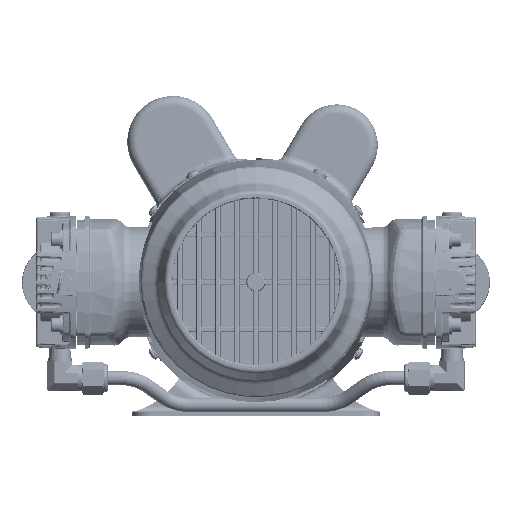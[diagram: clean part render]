
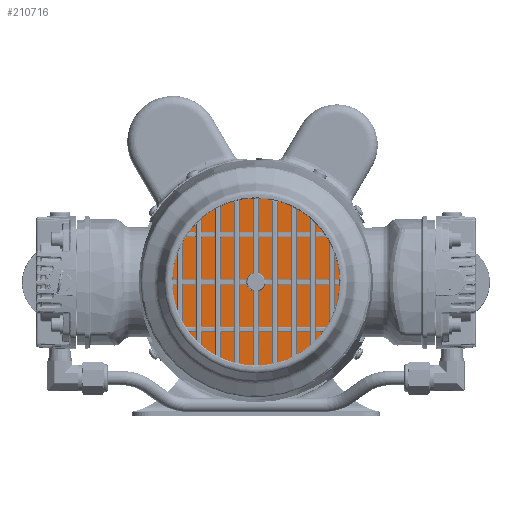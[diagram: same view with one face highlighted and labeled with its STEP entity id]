
A CAD part, top view. The second image highlights one B-rep face of the part: STEP entity #210716.
In plain terms, the highlighted planar face has unit normal (0, 0, 1).
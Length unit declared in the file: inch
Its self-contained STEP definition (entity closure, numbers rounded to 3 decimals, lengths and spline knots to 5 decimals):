
#24511 = CARTESIAN_POINT ( 'NONE',  ( -0.00185, 0.00278, -5.86 ) ) ;
#25687 = CARTESIAN_POINT ( 'NONE',  ( -0.00185, 0.00278, -5.86 ) ) ;
#42516 = DIRECTION ( 'NONE',  ( 0., 0., 1. ) ) ;
#42538 = VERTEX_POINT ( 'NONE', #210349 ) ;
#51032 = EDGE_LOOP ( 'NONE', ( #124124 ) ) ;
#53577 = AXIS2_PLACEMENT_3D ( 'NONE', #24511, #42516, #111166 ) ;
#94390 = DIRECTION ( 'NONE',  ( 0., 0., 1. ) ) ;
#110189 = PLANE ( 'NONE',  #143518 ) ;
#111166 = DIRECTION ( 'NONE',  ( 1., 0., 0. ) ) ;
#124124 = ORIENTED_EDGE ( 'NONE', *, *, #150736, .T. ) ;
#143518 = AXIS2_PLACEMENT_3D ( 'NONE', #25687, #94390, #178832 ) ;
#150704 = CIRCLE ( 'NONE', #53577, 2.875 ) ;
#150736 = EDGE_CURVE ( 'NONE', #42538, #42538, #150704, .T. ) ;
#163061 = FACE_OUTER_BOUND ( 'NONE', #51032, .T. ) ;
#178832 = DIRECTION ( 'NONE',  ( 1., 0., 0. ) ) ;
#210349 = CARTESIAN_POINT ( 'NONE',  ( 2.87315, 0.00278, -5.86 ) ) ;
#210716 = ADVANCED_FACE ( 'NONE', ( #163061 ), #110189, .T. ) ;
